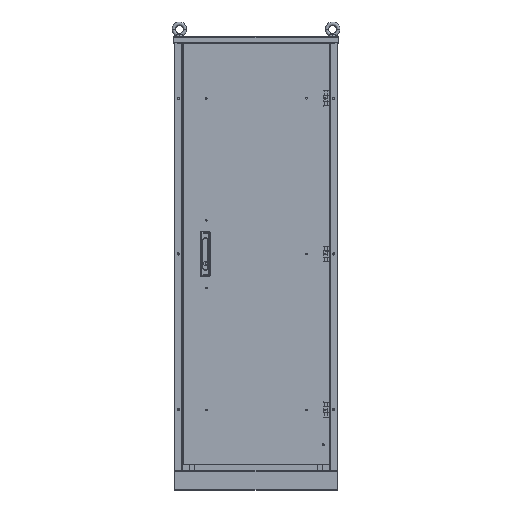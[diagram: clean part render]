
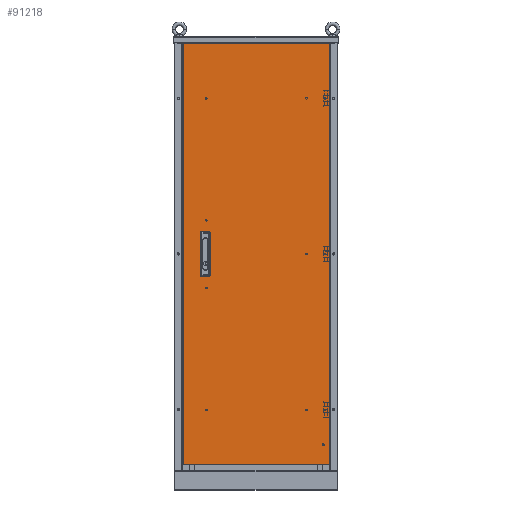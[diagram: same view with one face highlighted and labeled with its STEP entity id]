
A CAD part, top view. The second image highlights one B-rep face of the part: STEP entity #91218.
In plain terms, the highlighted planar face has unit normal (0, 0, 1).
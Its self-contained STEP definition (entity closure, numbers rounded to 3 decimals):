
#459 = VERTEX_POINT ( 'NONE', #16107 ) ;
#2145 = ORIENTED_EDGE ( 'NONE', *, *, #84284, .F. ) ;
#2971 = VERTEX_POINT ( 'NONE', #51186 ) ;
#3557 = CARTESIAN_POINT ( 'NONE',  ( -540., 778.5, 1.5 ) ) ;
#4973 = VECTOR ( 'NONE', #40343, 1000. ) ;
#5896 = DIRECTION ( 'NONE',  ( 0., -1., 0. ) ) ;
#6571 = ORIENTED_EDGE ( 'NONE', *, *, #84873, .T. ) ;
#7453 = VECTOR ( 'NONE', #54583, 1000. ) ;
#7795 = DIRECTION ( 'NONE',  ( -1., 0., 0. ) ) ;
#9221 = ORIENTED_EDGE ( 'NONE', *, *, #84868, .T. ) ;
#9223 = VERTEX_POINT ( 'NONE', #63817 ) ;
#11657 = DIRECTION ( 'NONE',  ( 1., 0., 0. ) ) ;
#12265 = VERTEX_POINT ( 'NONE', #51484 ) ;
#14122 = ORIENTED_EDGE ( 'NONE', *, *, #83469, .F. ) ;
#14297 = VECTOR ( 'NONE', #31355, 1000. ) ;
#15605 = VECTOR ( 'NONE', #59692, 1000. ) ;
#15992 = ORIENTED_EDGE ( 'NONE', *, *, #84302, .T. ) ;
#16107 = CARTESIAN_POINT ( 'NONE',  ( -540., -778.5, 1.5 ) ) ;
#19433 = DIRECTION ( 'NONE',  ( 1., 0., 0. ) ) ;
#21675 = ORIENTED_EDGE ( 'NONE', *, *, #82863, .F. ) ;
#22157 = CARTESIAN_POINT ( 'NONE',  ( 0., -778.5, 1.5 ) ) ;
#24044 = CARTESIAN_POINT ( 'NONE',  ( -471., -75.25, 1.5 ) ) ;
#24065 = CARTESIAN_POINT ( 'NONE',  ( -471., 75.25, 1.5 ) ) ;
#24528 = VECTOR ( 'NONE', #76302, 1000. ) ;
#24872 = CARTESIAN_POINT ( 'NONE',  ( -540., -778.5, 1.5 ) ) ;
#24987 = DIRECTION ( 'NONE',  ( -1., 0., 0. ) ) ;
#25242 = FACE_OUTER_BOUND ( 'NONE', #47584, .T. ) ;
#26871 = VECTOR ( 'NONE', #24987, 1000. ) ;
#28695 = PLANE ( 'NONE',  #92947 ) ;
#28803 = ORIENTED_EDGE ( 'NONE', *, *, #82602, .F. ) ;
#29000 = VERTEX_POINT ( 'NONE', #24065 ) ;
#29462 = LINE ( 'NONE', #34935, #80936 ) ;
#30565 = LINE ( 'NONE', #51483, #69400 ) ;
#31355 = DIRECTION ( 'NONE',  ( 0., -1., 0. ) ) ;
#31917 = ORIENTED_EDGE ( 'NONE', *, *, #83457, .F. ) ;
#32728 = VECTOR ( 'NONE', #88921, 1000. ) ;
#34011 = VECTOR ( 'NONE', #11657, 1000. ) ;
#34854 = VERTEX_POINT ( 'NONE', #78037 ) ;
#34935 = CARTESIAN_POINT ( 'NONE',  ( -471., 75.25, 1.5 ) ) ;
#40343 = DIRECTION ( 'NONE',  ( -1., 0., 0. ) ) ;
#43922 = LINE ( 'NONE', #3557, #7453 ) ;
#45239 = EDGE_LOOP ( 'NONE', ( #28803, #51162, #21675, #31917 ) ) ;
#45640 = VERTEX_POINT ( 'NONE', #86479 ) ;
#46138 = VECTOR ( 'NONE', #46800, 1000. ) ;
#46800 = DIRECTION ( 'NONE',  ( 1., 0., 0. ) ) ;
#47584 = EDGE_LOOP ( 'NONE', ( #15992, #9221, #6571, #63024 ) ) ;
#48020 = CARTESIAN_POINT ( 'NONE',  ( -471., 24.75, 1.5 ) ) ;
#49723 = VERTEX_POINT ( 'NONE', #68787 ) ;
#50645 = DIRECTION ( 'NONE',  ( 1., 0., 0. ) ) ;
#51162 = ORIENTED_EDGE ( 'NONE', *, *, #82740, .F. ) ;
#51186 = CARTESIAN_POINT ( 'NONE',  ( -471., 24.75, 1.5 ) ) ;
#51484 = CARTESIAN_POINT ( 'NONE',  ( -445.5, -24.75, 1.5 ) ) ;
#51483 = CARTESIAN_POINT ( 'NONE',  ( -471., 75.25, 1.5 ) ) ;
#53117 = LINE ( 'NONE', #24044, #14297 ) ;
#54583 = DIRECTION ( 'NONE',  ( 0., -1., 0. ) ) ;
#56488 = VERTEX_POINT ( 'NONE', #85255 ) ;
#58279 = CARTESIAN_POINT ( 'NONE',  ( -445.5, 24.75, 1.5 ) ) ;
#59419 = FACE_BOUND ( 'NONE', #45239, .T. ) ;
#59692 = DIRECTION ( 'NONE',  ( 0., 1., 0. ) ) ;
#61777 = FACE_BOUND ( 'NONE', #66521, .T. ) ;
#62606 = LINE ( 'NONE', #48020, #34011 ) ;
#63024 = ORIENTED_EDGE ( 'NONE', *, *, #85412, .T. ) ;
#63202 = CARTESIAN_POINT ( 'NONE',  ( -471., -75.25, 1.5 ) ) ;
#63418 = ORIENTED_EDGE ( 'NONE', *, *, #84149, .F. ) ;
#63817 = CARTESIAN_POINT ( 'NONE',  ( -471., -75.25, 1.5 ) ) ;
#65859 = VECTOR ( 'NONE', #19433, 1000. ) ;
#66521 = EDGE_LOOP ( 'NONE', ( #14122, #93234, #63418, #2145 ) ) ;
#67143 = CARTESIAN_POINT ( 'NONE',  ( -445.5, -75.25, 1.5 ) ) ;
#67968 = LINE ( 'NONE', #68917, #24528 ) ;
#68299 = VERTEX_POINT ( 'NONE', #58279 ) ;
#68722 = CARTESIAN_POINT ( 'NONE',  ( -471., -24.75, 1.5 ) ) ;
#68787 = CARTESIAN_POINT ( 'NONE',  ( -471., -24.75, 1.5 ) ) ;
#68917 = CARTESIAN_POINT ( 'NONE',  ( 0., 778.5, 1.5 ) ) ;
#69302 = LINE ( 'NONE', #67143, #15605 ) ;
#69400 = VECTOR ( 'NONE', #7795, 1000. ) ;
#71631 = LINE ( 'NONE', #81564, #32728 ) ;
#74899 = LINE ( 'NONE', #24872, #46138 ) ;
#76302 = DIRECTION ( 'NONE',  ( 0., 1., 0. ) ) ;
#78037 = CARTESIAN_POINT ( 'NONE',  ( -445.5, -75.25, 1.5 ) ) ;
#80936 = VECTOR ( 'NONE', #5896, 1000. ) ;
#81564 = CARTESIAN_POINT ( 'NONE',  ( -445.5, 75.25, 1.5 ) ) ;
#82602 = EDGE_CURVE ( 'NONE', #2971, #68299, #62606, .T. ) ;
#82740 = EDGE_CURVE ( 'NONE', #29000, #2971, #29462, .T. ) ;
#82801 = LINE ( 'NONE', #84273, #4973 ) ;
#82863 = EDGE_CURVE ( 'NONE', #91128, #29000, #30565, .T. ) ;
#83457 = EDGE_CURVE ( 'NONE', #68299, #91128, #71631, .T. ) ;
#83469 = EDGE_CURVE ( 'NONE', #34854, #12265, #69302, .T. ) ;
#83719 = EDGE_CURVE ( 'NONE', #9223, #34854, #85381, .T. ) ;
#84149 = EDGE_CURVE ( 'NONE', #49723, #9223, #53117, .T. ) ;
#84273 = CARTESIAN_POINT ( 'NONE',  ( -540., 778.5, 1.5 ) ) ;
#84284 = EDGE_CURVE ( 'NONE', #12265, #49723, #85292, .T. ) ;
#84302 = EDGE_CURVE ( 'NONE', #56488, #459, #43922, .T. ) ;
#84868 = EDGE_CURVE ( 'NONE', #459, #87419, #74899, .T. ) ;
#84873 = EDGE_CURVE ( 'NONE', #87419, #45640, #67968, .T. ) ;
#85255 = CARTESIAN_POINT ( 'NONE',  ( -540., 778.5, 1.5 ) ) ;
#85292 = LINE ( 'NONE', #68722, #26871 ) ;
#85381 = LINE ( 'NONE', #63202, #65859 ) ;
#85412 = EDGE_CURVE ( 'NONE', #45640, #56488, #82801, .T. ) ;
#86479 = CARTESIAN_POINT ( 'NONE',  ( 0., 778.5, 1.5 ) ) ;
#87222 = CARTESIAN_POINT ( 'NONE',  ( 0., 0., 1.5 ) ) ;
#87419 = VERTEX_POINT ( 'NONE', #22157 ) ;
#88921 = DIRECTION ( 'NONE',  ( 0., 1., 0. ) ) ;
#91128 = VERTEX_POINT ( 'NONE', #93604 ) ;
#91218 = ADVANCED_FACE ( 'NONE', ( #59419, #61777, #25242 ), #28695, .T. ) ;
#92947 = AXIS2_PLACEMENT_3D ( 'NONE', #87222, #94539, #50645 ) ;
#93234 = ORIENTED_EDGE ( 'NONE', *, *, #83719, .F. ) ;
#93604 = CARTESIAN_POINT ( 'NONE',  ( -445.5, 75.25, 1.5 ) ) ;
#94539 = DIRECTION ( 'NONE',  ( 0., 0., 1. ) ) ;
